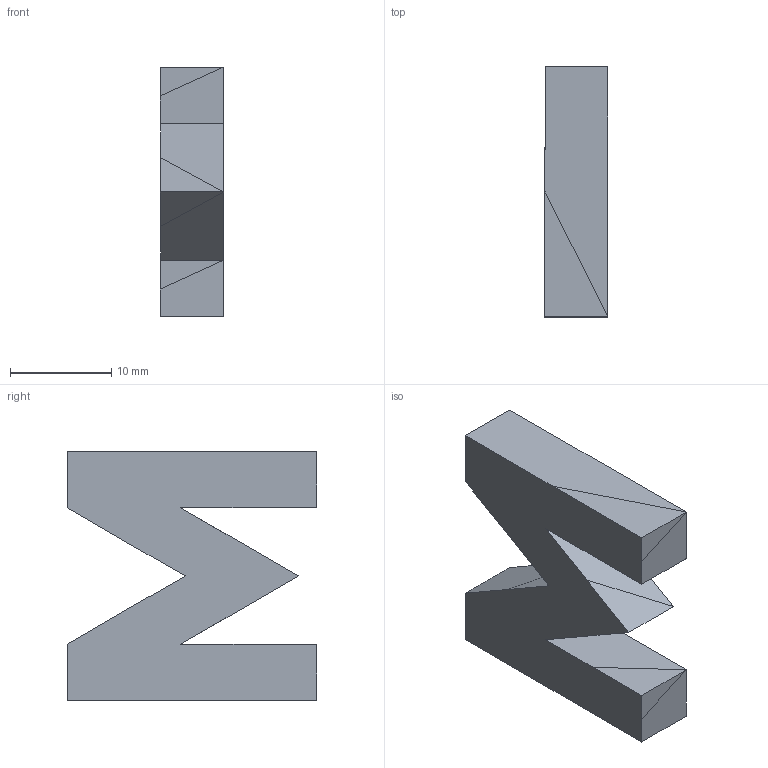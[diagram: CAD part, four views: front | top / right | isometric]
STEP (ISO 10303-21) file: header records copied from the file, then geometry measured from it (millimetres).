
FILE_DESCRIPTION(/* description */ (''),/* implementation_level */ '2;1');
FILE_NAME(/* name */ 'M.step',/* time_stamp */ '2026-02-19T15:34:58+01:00',/* author */ (''),/* organization */ (''),/* preprocessor_version */ 'ST-DEVELOPER v20.1',/* originating_system */ 'Autodesk Translation Framework v14.24.0.0',/* authorisation */ '');
FILE_SCHEMA (('AUTOMOTIVE_DESIGN { 1 0 10303 214 3 1 1 }'));
Length unit declared in the file: millimetre
Products named in the file (1): BMO Assistant
Bounding box: 6.25 x 24.64 x 24.64 mm (x, y, z)
Volume: 2642.7 mm3; surface area: 1797.3 mm2
Topology: 1 solids, 1 shells, 35 faces, 69 edges, 36 vertices
Faces by surface type: plane 35
Entity records: 872 total; most frequent: DIRECTION 141, CARTESIAN_POINT 141, ORIENTED_EDGE 138, LINE 69, VECTOR 69, EDGE_CURVE 69, VERTEX_POINT 36, AXIS2_PLACEMENT_3D 36
